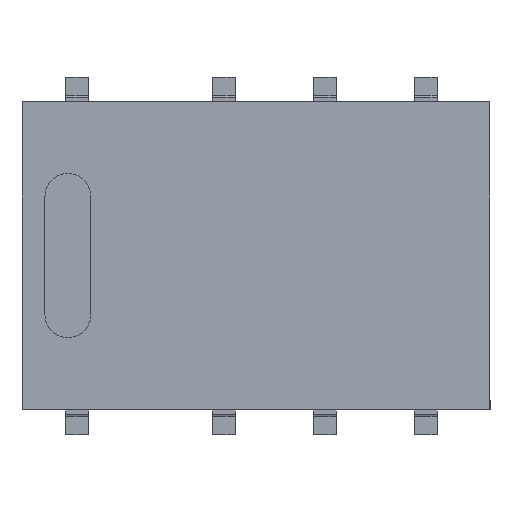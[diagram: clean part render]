
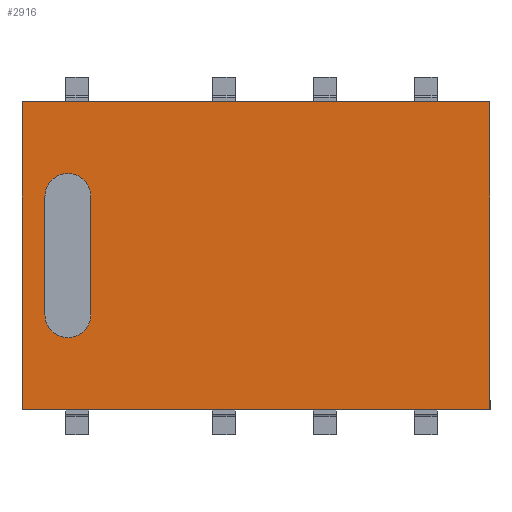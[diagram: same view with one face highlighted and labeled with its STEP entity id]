
A CAD part, top view. The second image highlights one B-rep face of the part: STEP entity #2916.
In plain terms, the highlighted planar face has unit normal (0, 0, 1).
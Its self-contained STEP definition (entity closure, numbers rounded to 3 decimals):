
#2705=CARTESIAN_POINT('',(-3.6,1.29,5.4));
#2706=VERTEX_POINT('',#2705);
#2707=CARTESIAN_POINT('',(-3.6,-1.29,5.4));
#2708=VERTEX_POINT('',#2707);
#2709=CARTESIAN_POINT('',(-3.6,1.29,5.4));
#2710=DIRECTION('',(0.0,-1.0,0.0));
#2711=VECTOR('',#2710,2.579);
#2712=LINE('',#2709,#2711);
#2713=EDGE_CURVE('',#2706,#2708,#2712,.T.);
#2745=CARTESIAN_POINT('',(-4.6,-1.29,5.4));
#2746=VERTEX_POINT('',#2745);
#2747=CARTESIAN_POINT('',(-4.1,-1.29,5.4));
#2748=DIRECTION('',(0.0,0.0,-1.0));
#2749=DIRECTION('',(0.0,-1.0,0.0));
#2750=AXIS2_PLACEMENT_3D('',#2747,#2748,#2749);
#2751=CIRCLE('',#2750,0.5);
#2752=EDGE_CURVE('',#2708,#2746,#2751,.T.);
#2803=CARTESIAN_POINT('',(-4.6,1.29,5.4));
#2804=VERTEX_POINT('',#2803);
#2805=CARTESIAN_POINT('',(-4.1,1.29,5.4));
#2806=DIRECTION('',(0.0,0.0,-1.0));
#2807=DIRECTION('',(0.0,1.0,0.0));
#2808=AXIS2_PLACEMENT_3D('',#2805,#2806,#2807);
#2809=CIRCLE('',#2808,0.5);
#2810=EDGE_CURVE('',#2804,#2706,#2809,.T.);
#2828=CARTESIAN_POINT('',(-4.6,-1.29,5.4));
#2829=DIRECTION('',(0.0,1.0,0.0));
#2830=VECTOR('',#2829,2.579);
#2831=LINE('',#2828,#2830);
#2832=EDGE_CURVE('',#2746,#2804,#2831,.T.);
#2847=CARTESIAN_POINT('',(-5.1,3.35,5.4));
#2848=VERTEX_POINT('',#2847);
#2855=CARTESIAN_POINT('',(5.1,3.35,5.4));
#2856=VERTEX_POINT('',#2855);
#2857=CARTESIAN_POINT('',(5.1,3.35,5.4));
#2858=DIRECTION('',(-1.0,0.0,0.0));
#2859=VECTOR('',#2858,10.2);
#2860=LINE('',#2857,#2859);
#2861=EDGE_CURVE('',#2856,#2848,#2860,.T.);
#2880=CARTESIAN_POINT('',(5.1,3.35,5.4));
#2881=DIRECTION('',(0.0,0.0,1.0));
#2882=DIRECTION('',(1.0,0.0,0.0));
#2883=AXIS2_PLACEMENT_3D('',#2880,#2881,#2882);
#2884=PLANE('',#2883);
#2885=CARTESIAN_POINT('',(-5.1,-3.35,5.4));
#2886=VERTEX_POINT('',#2885);
#2887=CARTESIAN_POINT('',(-5.1,3.35,5.4));
#2888=DIRECTION('',(0.0,-1.0,0.0));
#2889=VECTOR('',#2888,6.7);
#2890=LINE('',#2887,#2889);
#2891=EDGE_CURVE('',#2848,#2886,#2890,.T.);
#2892=ORIENTED_EDGE('',*,*,#2891,.T.);
#2893=CARTESIAN_POINT('',(5.1,-3.35,5.4));
#2894=VERTEX_POINT('',#2893);
#2895=CARTESIAN_POINT('',(5.1,-3.35,5.4));
#2896=DIRECTION('',(-1.0,0.0,0.0));
#2897=VECTOR('',#2896,10.2);
#2898=LINE('',#2895,#2897);
#2899=EDGE_CURVE('',#2894,#2886,#2898,.T.);
#2900=ORIENTED_EDGE('',*,*,#2899,.F.);
#2901=CARTESIAN_POINT('',(5.1,-3.35,5.4));
#2902=DIRECTION('',(0.0,1.0,0.0));
#2903=VECTOR('',#2902,6.7);
#2904=LINE('',#2901,#2903);
#2905=EDGE_CURVE('',#2894,#2856,#2904,.T.);
#2906=ORIENTED_EDGE('',*,*,#2905,.T.);
#2907=ORIENTED_EDGE('',*,*,#2861,.T.);
#2908=EDGE_LOOP('',(#2892,#2900,#2906,#2907));
#2909=FACE_OUTER_BOUND('',#2908,.T.);
#2910=ORIENTED_EDGE('',*,*,#2713,.T.);
#2911=ORIENTED_EDGE('',*,*,#2752,.T.);
#2912=ORIENTED_EDGE('',*,*,#2832,.T.);
#2913=ORIENTED_EDGE('',*,*,#2810,.T.);
#2914=EDGE_LOOP('',(#2910,#2911,#2912,#2913));
#2915=FACE_BOUND('',#2914,.T.);
#2916=ADVANCED_FACE('',(#2909,#2915),#2884,.T.);
